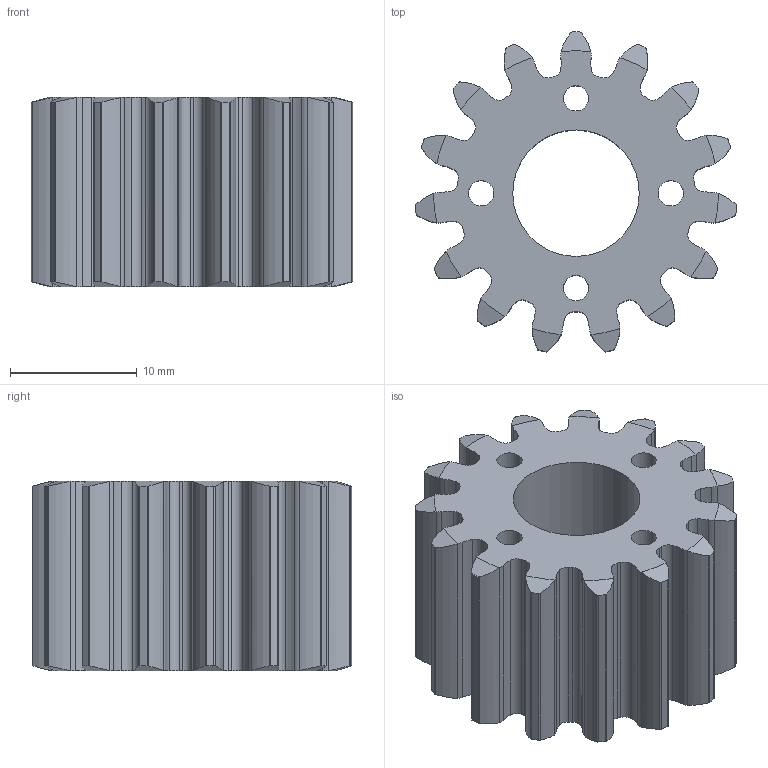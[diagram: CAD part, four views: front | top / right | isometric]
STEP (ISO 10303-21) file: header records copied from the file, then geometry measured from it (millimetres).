
FILE_DESCRIPTION(/* description */ (''),/* implementation_level */ '2;1');
FILE_NAME(/* name */ 'GEAB1.5-15-15-B-10 v0.step',/* time_stamp */ '2022-11-19T18:28:31+01:00',/* author */ (''),/* organization */ (''),/* preprocessor_version */ 'ST-DEVELOPER v19.2',/* originating_system */ 'Autodesk Translation Framework v11.17.0.187',/* authorisation */ '');
FILE_SCHEMA (('AUTOMOTIVE_DESIGN { 1 0 10303 214 3 1 1 }'));
Length unit declared in the file: millimetre
Products named in the file (3): GEAB1.5-15-15-B-10; SET-SCREW4-4; GEAB1.5-15-15-B-10_b
Assembly tree (2 placements, depth 2):
  GEAB1.5-15-15-B-10
    SET-SCREW4-4
    GEAB1.5-15-15-B-10_b
Bounding box: 25.42 x 25.28 x 15 mm (x, y, z)
Volume: 4374.8 mm3; surface area: 3457.9 mm2
Topology: 1 solids, 1 shells, 218 faces, 587 edges, 371 vertices
Faces by surface type: cylinder 185, cone 31, plane 2
Full cylindrical faces by diameter (mm): 2 x4, 10 x1
Entity records: 7475 total; most frequent: CARTESIAN_POINT 1901, DIRECTION 1194, ORIENTED_EDGE 1174, EDGE_CURVE 587, AXIS2_PLACEMENT_3D 504, VERTEX_POINT 371, CIRCLE 281, EDGE_LOOP 228
